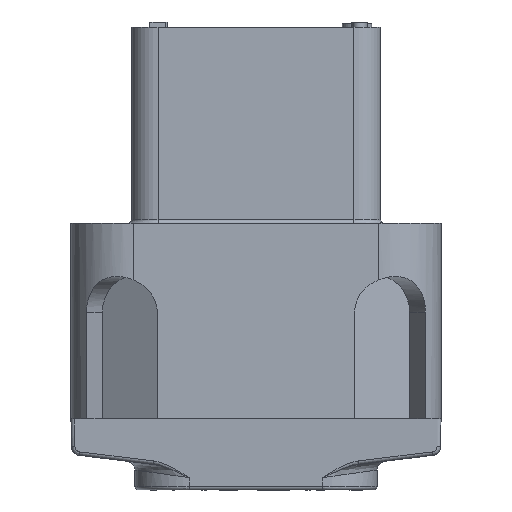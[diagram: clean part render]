
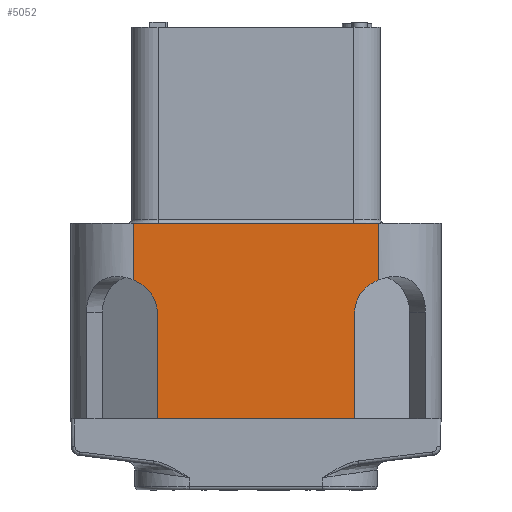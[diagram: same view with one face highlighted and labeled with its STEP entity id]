
A CAD part, front view. The second image highlights one B-rep face of the part: STEP entity #5052.
In plain terms, the highlighted planar face has unit normal (0, -1, 0).
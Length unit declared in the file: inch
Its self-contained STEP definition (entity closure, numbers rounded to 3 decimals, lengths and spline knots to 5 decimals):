
#233 = VERTEX_POINT ( 'NONE', #10195 ) ;
#252 = ORIENTED_EDGE ( 'NONE', *, *, #8823, .T. ) ;
#391 = EDGE_CURVE ( 'NONE', #5857, #10014, #16481, .T. ) ;
#870 = EDGE_CURVE ( 'NONE', #233, #14893, #943, .T. ) ;
#943 =( BOUNDED_CURVE ( )  B_SPLINE_CURVE ( 3, ( #6472, #7905, #13431, #11923 ),
 .UNSPECIFIED., .F., .F. ) 
 B_SPLINE_CURVE_WITH_KNOTS ( ( 4, 4 ),
 ( 5.15279, 6.28319 ),
 .UNSPECIFIED. ) 
 CURVE ( )  GEOMETRIC_REPRESENTATION_ITEM ( )  RATIONAL_B_SPLINE_CURVE ( ( 1., 0.896, 0.896, 1. ) ) 
 REPRESENTATION_ITEM ( '' )  );
#978 = CARTESIAN_POINT ( 'NONE',  ( -0.47144, -1.22835, -0.43307 ) ) ;
#1140 = VECTOR ( 'NONE', #12041, 39.37008 ) ;
#1287 = VERTEX_POINT ( 'NONE', #12508 ) ;
#1605 = ORIENTED_EDGE ( 'NONE', *, *, #3665, .T. ) ;
#1636 = DIRECTION ( 'NONE',  ( 0., 0., -1. ) ) ;
#1774 = AXIS2_PLACEMENT_3D ( 'NONE', #978, #2578, #12253 ) ;
#1907 = VECTOR ( 'NONE', #8400, 39.37008 ) ;
#2325 = ORIENTED_EDGE ( 'NONE', *, *, #7032, .F. ) ;
#2469 = CARTESIAN_POINT ( 'NONE',  ( 0.20967, -1.22835, 0. ) ) ;
#2578 = DIRECTION ( 'NONE',  ( 0., -1., 0. ) ) ;
#3041 = CARTESIAN_POINT ( 'NONE',  ( 0.1564, -1.22835, -0.19685 ) ) ;
#3111 = EDGE_CURVE ( 'NONE', #10014, #8302, #16045, .T. ) ;
#3399 = CARTESIAN_POINT ( 'NONE',  ( 0.20967, -1.22835, -0.12562 ) ) ;
#3665 = EDGE_CURVE ( 'NONE', #8754, #233, #11414, .T. ) ;
#3864 = EDGE_CURVE ( 'NONE', #8302, #1287, #15996, .T. ) ;
#4265 = ORIENTED_EDGE ( 'NONE', *, *, #9008, .T. ) ;
#4379 = ORIENTED_EDGE ( 'NONE', *, *, #391, .T. ) ;
#4486 = LINE ( 'NONE', #8714, #16731 ) ;
#4744 = CARTESIAN_POINT ( 'NONE',  ( -0.28038, -1.22835, -0.19685 ) ) ;
#5052 = ADVANCED_FACE ( 'NONE', ( #13266 ), #6805, .T. ) ;
#5172 = CARTESIAN_POINT ( 'NONE',  ( 0.1564, -1.22835, -0.43307 ) ) ;
#5331 = VERTEX_POINT ( 'NONE', #2469 ) ;
#5335 = ORIENTED_EDGE ( 'NONE', *, *, #3111, .T. ) ;
#5857 = VERTEX_POINT ( 'NONE', #15353 ) ;
#6321 = VECTOR ( 'NONE', #9048, 39.37008 ) ;
#6472 = CARTESIAN_POINT ( 'NONE',  ( -0.33364, -1.22835, -0.12562 ) ) ;
#6768 = CARTESIAN_POINT ( 'NONE',  ( 0.1564, -1.22835, -0.43307 ) ) ;
#6805 = PLANE ( 'NONE',  #1774 ) ;
#7032 = EDGE_CURVE ( 'NONE', #8754, #5331, #4486, .T. ) ;
#7364 = DIRECTION ( 'NONE',  ( 1., 0., 0. ) ) ;
#7905 = CARTESIAN_POINT ( 'NONE',  ( -0.30018, -1.22835, -0.139 ) ) ;
#8302 = VERTEX_POINT ( 'NONE', #3041 ) ;
#8400 = DIRECTION ( 'NONE',  ( 1., 0., 0. ) ) ;
#8714 = CARTESIAN_POINT ( 'NONE',  ( 0.34746, -1.22835, 0. ) ) ;
#8754 = VERTEX_POINT ( 'NONE', #15124 ) ;
#8823 = EDGE_CURVE ( 'NONE', #1287, #5331, #16657, .T. ) ;
#8990 = ORIENTED_EDGE ( 'NONE', *, *, #3864, .T. ) ;
#9008 = EDGE_CURVE ( 'NONE', #14893, #5857, #17374, .T. ) ;
#9048 = DIRECTION ( 'NONE',  ( 0., 0., 1. ) ) ;
#9920 = CARTESIAN_POINT ( 'NONE',  ( 0.20967, -1.22835, -0.43307 ) ) ;
#10014 = VERTEX_POINT ( 'NONE', #6768 ) ;
#10195 = CARTESIAN_POINT ( 'NONE',  ( -0.33364, -1.22835, -0.12562 ) ) ;
#10251 = CARTESIAN_POINT ( 'NONE',  ( -0.33364, -1.22835, -0.43307 ) ) ;
#10364 = VECTOR ( 'NONE', #15393, 39.37008 ) ;
#10874 = CARTESIAN_POINT ( 'NONE',  ( -0.28038, -1.22835, -0.43307 ) ) ;
#10898 = EDGE_LOOP ( 'NONE', ( #16604, #4265, #4379, #5335, #8990, #252, #2325, #1605 ) ) ;
#10901 = VECTOR ( 'NONE', #1636, 39.37008 ) ;
#11414 = LINE ( 'NONE', #10251, #10901 ) ;
#11923 = CARTESIAN_POINT ( 'NONE',  ( -0.28038, -1.22835, -0.19685 ) ) ;
#12041 = DIRECTION ( 'NONE',  ( 0., 0., -1. ) ) ;
#12253 = DIRECTION ( 'NONE',  ( 0., 0., -1. ) ) ;
#12508 = CARTESIAN_POINT ( 'NONE',  ( 0.20967, -1.22835, -0.12562 ) ) ;
#13165 = CARTESIAN_POINT ( 'NONE',  ( 0.1564, -1.22835, -0.16548 ) ) ;
#13266 = FACE_OUTER_BOUND ( 'NONE', #10898, .T. ) ;
#13431 = CARTESIAN_POINT ( 'NONE',  ( -0.28038, -1.22835, -0.16548 ) ) ;
#13490 = CARTESIAN_POINT ( 'NONE',  ( -0.47144, -1.22835, -0.43307 ) ) ;
#14893 = VERTEX_POINT ( 'NONE', #4744 ) ;
#15124 = CARTESIAN_POINT ( 'NONE',  ( -0.33364, -1.22835, 0. ) ) ;
#15353 = CARTESIAN_POINT ( 'NONE',  ( -0.28038, -1.22835, -0.43307 ) ) ;
#15393 = DIRECTION ( 'NONE',  ( 0., 0., 1. ) ) ;
#15700 = CARTESIAN_POINT ( 'NONE',  ( 0.1564, -1.22835, -0.19685 ) ) ;
#15996 =( BOUNDED_CURVE ( )  B_SPLINE_CURVE ( 3, ( #15700, #13165, #16968, #3399 ),
 .UNSPECIFIED., .F., .F. ) 
 B_SPLINE_CURVE_WITH_KNOTS ( ( 4, 4 ),
 ( 0., 1.13039 ),
 .UNSPECIFIED. ) 
 CURVE ( )  GEOMETRIC_REPRESENTATION_ITEM ( )  RATIONAL_B_SPLINE_CURVE ( ( 1., 0.896, 0.896, 1. ) ) 
 REPRESENTATION_ITEM ( '' )  );
#16045 = LINE ( 'NONE', #5172, #6321 ) ;
#16481 = LINE ( 'NONE', #13490, #1907 ) ;
#16604 = ORIENTED_EDGE ( 'NONE', *, *, #870, .T. ) ;
#16657 = LINE ( 'NONE', #9920, #10364 ) ;
#16731 = VECTOR ( 'NONE', #7364, 39.37008 ) ;
#16968 = CARTESIAN_POINT ( 'NONE',  ( 0.17621, -1.22835, -0.139 ) ) ;
#17374 = LINE ( 'NONE', #10874, #1140 ) ;
